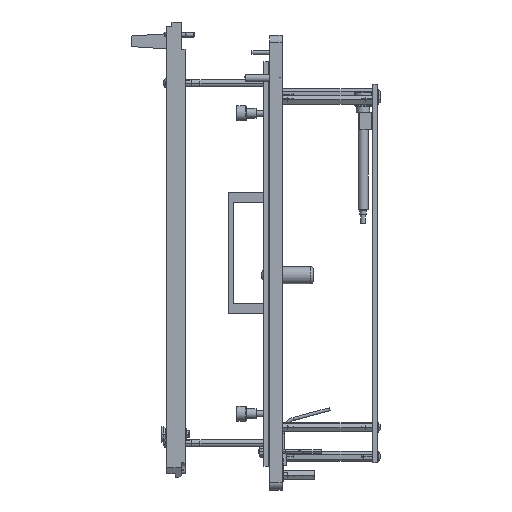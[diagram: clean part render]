
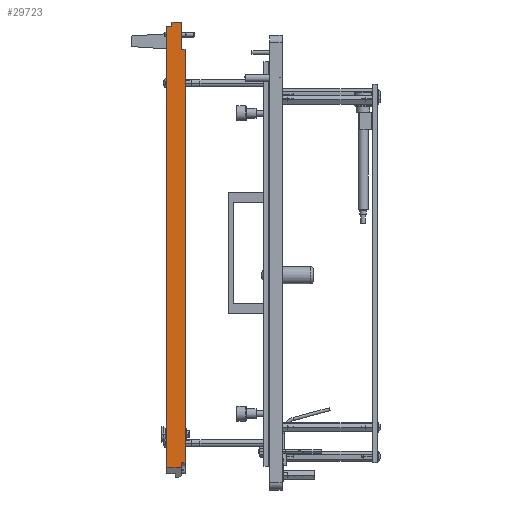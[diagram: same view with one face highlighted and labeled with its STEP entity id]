
A CAD part, left-side view. The second image highlights one B-rep face of the part: STEP entity #29723.
In plain terms, the highlighted face is planar.
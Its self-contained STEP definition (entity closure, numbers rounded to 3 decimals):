
#234 = DIRECTION ( 'NONE',  ( 0., 0., -1. ) ) ;
#2329 = VECTOR ( 'NONE', #23980, 1000. ) ;
#2525 = CARTESIAN_POINT ( 'NONE',  ( 253., 7.5, 175.55 ) ) ;
#3368 = EDGE_CURVE ( 'NONE', #85583, #39138, #88963, .T. ) ;
#3739 = CARTESIAN_POINT ( 'NONE',  ( 253., 7.5, 175.55 ) ) ;
#3806 = CARTESIAN_POINT ( 'NONE',  ( 253., -4.3, 175.55 ) ) ;
#3916 = DIRECTION ( 'NONE',  ( 0., 0., 1. ) ) ;
#5301 = CARTESIAN_POINT ( 'NONE',  ( 253., -7.4, 101.55 ) ) ;
#7756 = DIRECTION ( 'NONE',  ( 0., -1., 0. ) ) ;
#9558 = EDGE_CURVE ( 'NONE', #83616, #28930, #84634, .T. ) ;
#9656 = CARTESIAN_POINT ( 'NONE',  ( 253., -4.3, 171.55 ) ) ;
#10358 = VERTEX_POINT ( 'NONE', #34403 ) ;
#10401 = EDGE_CURVE ( 'NONE', #10358, #63399, #56209, .T. ) ;
#11194 = ORIENTED_EDGE ( 'NONE', *, *, #18717, .F. ) ;
#12055 = ORIENTED_EDGE ( 'NONE', *, *, #81068, .T. ) ;
#12314 = ORIENTED_EDGE ( 'NONE', *, *, #39339, .F. ) ;
#13270 = ORIENTED_EDGE ( 'NONE', *, *, #33879, .F. ) ;
#13741 = LINE ( 'NONE', #80769, #85226 ) ;
#14716 = ORIENTED_EDGE ( 'NONE', *, *, #25539, .F. ) ;
#15110 = VECTOR ( 'NONE', #234, 1000. ) ;
#15850 = ORIENTED_EDGE ( 'NONE', *, *, #10401, .T. ) ;
#17050 = LINE ( 'NONE', #35547, #47335 ) ;
#18717 = EDGE_CURVE ( 'NONE', #27567, #73612, #75163, .T. ) ;
#19607 = CARTESIAN_POINT ( 'NONE',  ( 253., -7.5, -161.55 ) ) ;
#19843 = DIRECTION ( 'NONE',  ( 0., -1., 0. ) ) ;
#20141 = CARTESIAN_POINT ( 'NONE',  ( 253., -4.3, -183.55 ) ) ;
#22677 = CARTESIAN_POINT ( 'NONE',  ( 253., 7.5, -179.55 ) ) ;
#23980 = DIRECTION ( 'NONE',  ( 0., -1., 0. ) ) ;
#25415 = CARTESIAN_POINT ( 'NONE',  ( 253., -7.5, -183.55 ) ) ;
#25539 = EDGE_CURVE ( 'NONE', #73612, #63399, #41138, .T. ) ;
#26082 = DIRECTION ( 'NONE',  ( -1., 0., 0. ) ) ;
#26198 = ORIENTED_EDGE ( 'NONE', *, *, #28461, .T. ) ;
#27567 = VERTEX_POINT ( 'NONE', #59459 ) ;
#27705 = CARTESIAN_POINT ( 'NONE',  ( 253., -7.4, 171.55 ) ) ;
#28461 = EDGE_CURVE ( 'NONE', #50150, #83616, #13741, .T. ) ;
#28930 = VERTEX_POINT ( 'NONE', #3806 ) ;
#29562 = AXIS2_PLACEMENT_3D ( 'NONE', #67551, #26082, #32400 ) ;
#29723 = ADVANCED_FACE ( 'NONE', ( #56599 ), #68172, .F. ) ;
#31120 = VERTEX_POINT ( 'NONE', #70812 ) ;
#32336 = CARTESIAN_POINT ( 'NONE',  ( 253., -4.3, 183.55 ) ) ;
#32400 = DIRECTION ( 'NONE',  ( 0., 0., 1. ) ) ;
#32911 = CARTESIAN_POINT ( 'NONE',  ( 253., 3.2, -183.55 ) ) ;
#33879 = EDGE_CURVE ( 'NONE', #85583, #28930, #50648, .T. ) ;
#34403 = CARTESIAN_POINT ( 'NONE',  ( 253., -7.5, 101.55 ) ) ;
#35547 = CARTESIAN_POINT ( 'NONE',  ( 253., 7.5, -179.55 ) ) ;
#36424 = CARTESIAN_POINT ( 'NONE',  ( 253., -7.4, 101.55 ) ) ;
#36607 = VECTOR ( 'NONE', #85143, 1000. ) ;
#37142 = LINE ( 'NONE', #5301, #40341 ) ;
#39138 = VERTEX_POINT ( 'NONE', #27705 ) ;
#39339 = EDGE_CURVE ( 'NONE', #31120, #39138, #54967, .T. ) ;
#39983 = VERTEX_POINT ( 'NONE', #78687 ) ;
#40341 = VECTOR ( 'NONE', #60619, 1000. ) ;
#40854 = EDGE_CURVE ( 'NONE', #31120, #10358, #37142, .T. ) ;
#41138 = LINE ( 'NONE', #83380, #79107 ) ;
#47335 = VECTOR ( 'NONE', #7756, 1000. ) ;
#48207 = VECTOR ( 'NONE', #80750, 1000. ) ;
#48559 = DIRECTION ( 'NONE',  ( 0., -1., 0. ) ) ;
#49980 = ORIENTED_EDGE ( 'NONE', *, *, #73486, .F. ) ;
#50150 = VERTEX_POINT ( 'NONE', #22677 ) ;
#50167 = VECTOR ( 'NONE', #76134, 1000. ) ;
#50648 = LINE ( 'NONE', #32336, #83159 ) ;
#54967 = LINE ( 'NONE', #36424, #36607 ) ;
#55528 = VERTEX_POINT ( 'NONE', #70343 ) ;
#56209 = LINE ( 'NONE', #61621, #15110 ) ;
#56599 = FACE_OUTER_BOUND ( 'NONE', #83897, .T. ) ;
#57529 = ORIENTED_EDGE ( 'NONE', *, *, #40854, .T. ) ;
#59459 = CARTESIAN_POINT ( 'NONE',  ( 253., -4.3, -183.55 ) ) ;
#59707 = VECTOR ( 'NONE', #19843, 1000. ) ;
#60103 = LINE ( 'NONE', #32911, #48207 ) ;
#60619 = DIRECTION ( 'NONE',  ( 0., -1., 0. ) ) ;
#61621 = CARTESIAN_POINT ( 'NONE',  ( 253., -7.5, 183.55 ) ) ;
#62544 = CARTESIAN_POINT ( 'NONE',  ( 253., -4.3, -161.55 ) ) ;
#63399 = VERTEX_POINT ( 'NONE', #19607 ) ;
#65514 = ORIENTED_EDGE ( 'NONE', *, *, #3368, .T. ) ;
#66457 = ORIENTED_EDGE ( 'NONE', *, *, #9558, .T. ) ;
#67017 = VECTOR ( 'NONE', #80798, 1000. ) ;
#67490 = DIRECTION ( 'NONE',  ( 0., 0., 1. ) ) ;
#67551 = CARTESIAN_POINT ( 'NONE',  ( 253., 7.5, 183.55 ) ) ;
#68170 = LINE ( 'NONE', #25415, #67017 ) ;
#68172 = PLANE ( 'NONE',  #29562 ) ;
#70343 = CARTESIAN_POINT ( 'NONE',  ( 253., 3.2, -179.55 ) ) ;
#70812 = CARTESIAN_POINT ( 'NONE',  ( 253., -7.4, 101.55 ) ) ;
#73486 = EDGE_CURVE ( 'NONE', #55528, #39983, #60103, .T. ) ;
#73612 = VERTEX_POINT ( 'NONE', #62544 ) ;
#74342 = CARTESIAN_POINT ( 'NONE',  ( 253., -4.3, 171.55 ) ) ;
#75163 = LINE ( 'NONE', #20141, #50167 ) ;
#76134 = DIRECTION ( 'NONE',  ( 0., 0., 1. ) ) ;
#78687 = CARTESIAN_POINT ( 'NONE',  ( 253., 3.2, -183.55 ) ) ;
#79107 = VECTOR ( 'NONE', #48559, 1000. ) ;
#80750 = DIRECTION ( 'NONE',  ( 0., 0., -1. ) ) ;
#80769 = CARTESIAN_POINT ( 'NONE',  ( 253., 7.5, 183.55 ) ) ;
#80798 = DIRECTION ( 'NONE',  ( 0., 1., 0. ) ) ;
#81068 = EDGE_CURVE ( 'NONE', #27567, #39983, #68170, .T. ) ;
#81308 = ORIENTED_EDGE ( 'NONE', *, *, #83287, .F. ) ;
#83159 = VECTOR ( 'NONE', #67490, 1000. ) ;
#83287 = EDGE_CURVE ( 'NONE', #50150, #55528, #17050, .T. ) ;
#83380 = CARTESIAN_POINT ( 'NONE',  ( 253., -7.5, -161.55 ) ) ;
#83616 = VERTEX_POINT ( 'NONE', #3739 ) ;
#83897 = EDGE_LOOP ( 'NONE', ( #12314, #57529, #15850, #14716, #11194, #12055, #49980, #81308, #26198, #66457, #13270, #65514 ) ) ;
#84634 = LINE ( 'NONE', #2525, #2329 ) ;
#85143 = DIRECTION ( 'NONE',  ( 0., 0., 1. ) ) ;
#85226 = VECTOR ( 'NONE', #3916, 1000. ) ;
#85583 = VERTEX_POINT ( 'NONE', #9656 ) ;
#88963 = LINE ( 'NONE', #74342, #59707 ) ;
